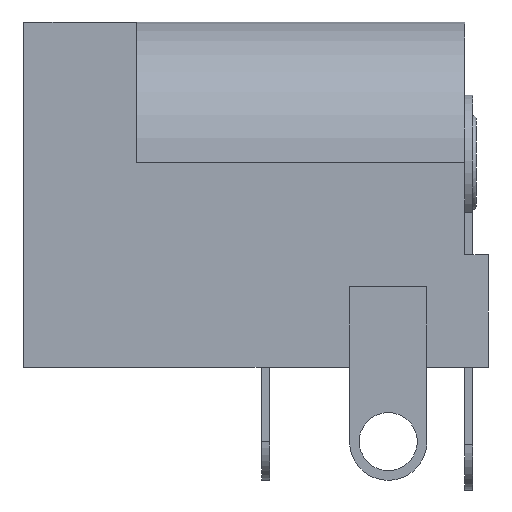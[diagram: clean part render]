
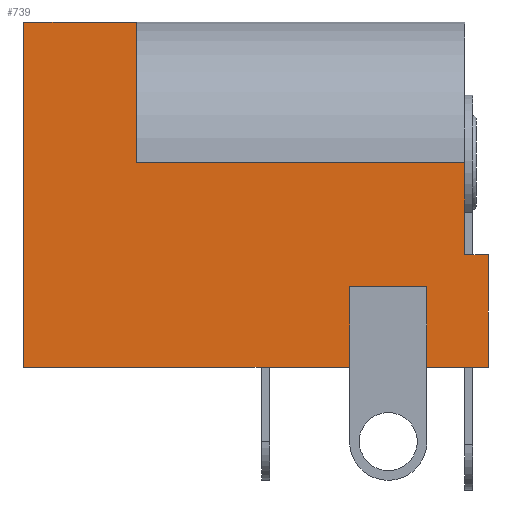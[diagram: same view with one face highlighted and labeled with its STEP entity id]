
A CAD part, front view. The second image highlights one B-rep face of the part: STEP entity #739.
In plain terms, the highlighted planar face has unit normal (0, -1, 0).
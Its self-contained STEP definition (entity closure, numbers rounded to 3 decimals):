
#93=FACE_OUTER_BOUND('',#146,.T.);
#146=EDGE_LOOP('',(#655,#656,#657,#658,#659,#660,#661,#662));
#184=LINE('',#1168,#253);
#196=LINE('',#1195,#265);
#199=LINE('',#1202,#268);
#202=LINE('',#1209,#271);
#211=LINE('',#1241,#280);
#214=LINE('',#1246,#283);
#215=LINE('',#1248,#284);
#216=LINE('',#1250,#285);
#253=VECTOR('',#960,10.);
#265=VECTOR('',#982,10.);
#268=VECTOR('',#989,10.);
#271=VECTOR('',#996,10.);
#280=VECTOR('',#1029,10.);
#283=VECTOR('',#1034,10.);
#284=VECTOR('',#1037,10.);
#285=VECTOR('',#1040,10.);
#351=VERTEX_POINT('',#1162);
#353=VERTEX_POINT('',#1166);
#363=VERTEX_POINT('',#1193);
#365=VERTEX_POINT('',#1200);
#367=VERTEX_POINT('',#1208);
#377=VERTEX_POINT('',#1238);
#378=VERTEX_POINT('',#1240);
#379=VERTEX_POINT('',#1244);
#436=EDGE_CURVE('',#351,#353,#184,.T.);
#449=EDGE_CURVE('',#353,#363,#196,.T.);
#453=EDGE_CURVE('',#365,#363,#199,.T.);
#456=EDGE_CURVE('',#367,#351,#202,.T.);
#471=EDGE_CURVE('',#377,#378,#211,.T.);
#474=EDGE_CURVE('',#365,#379,#214,.T.);
#475=EDGE_CURVE('',#378,#379,#215,.T.);
#476=EDGE_CURVE('',#377,#367,#216,.T.);
#655=ORIENTED_EDGE('',*,*,#449,.T.);
#656=ORIENTED_EDGE('',*,*,#453,.F.);
#657=ORIENTED_EDGE('',*,*,#474,.T.);
#658=ORIENTED_EDGE('',*,*,#475,.F.);
#659=ORIENTED_EDGE('',*,*,#471,.F.);
#660=ORIENTED_EDGE('',*,*,#476,.T.);
#661=ORIENTED_EDGE('',*,*,#456,.T.);
#662=ORIENTED_EDGE('',*,*,#436,.T.);
#697=PLANE('',#827);
#739=ADVANCED_FACE('',(#93),#697,.T.);
#827=AXIS2_PLACEMENT_3D('',#1249,#1038,#1039);
#960=DIRECTION('',(-1.,0.,0.));
#982=DIRECTION('',(0.,0.,1.));
#989=DIRECTION('',(1.,0.,0.));
#996=DIRECTION('',(0.,0.,1.));
#1029=DIRECTION('',(0.,0.,1.));
#1034=DIRECTION('',(0.,0.,1.));
#1037=DIRECTION('',(1.,0.,0.));
#1038=DIRECTION('center_axis',(0.,-1.,0.));
#1039=DIRECTION('ref_axis',(1.,0.,0.));
#1040=DIRECTION('',(1.,0.,0.));
#1162=CARTESIAN_POINT('',(14.4,0.,3.5));
#1166=CARTESIAN_POINT('',(13.675,0.,3.5));
#1168=CARTESIAN_POINT('',(7.2,0.,3.5));
#1193=CARTESIAN_POINT('',(13.675,0.,6.35));
#1195=CARTESIAN_POINT('',(13.675,0.,2.675));
#1200=CARTESIAN_POINT('',(3.5,0.,6.35));
#1202=CARTESIAN_POINT('',(3.6,0.,6.35));
#1208=CARTESIAN_POINT('',(14.4,0.,0.));
#1209=CARTESIAN_POINT('',(14.4,0.,0.));
#1238=CARTESIAN_POINT('',(0.,0.,0.));
#1240=CARTESIAN_POINT('',(0.,0.,10.71));
#1241=CARTESIAN_POINT('',(0.,0.,0.));
#1244=CARTESIAN_POINT('',(3.5,0.,10.71));
#1246=CARTESIAN_POINT('',(3.5,0.,10.7));
#1248=CARTESIAN_POINT('',(0.,0.,10.71));
#1249=CARTESIAN_POINT('Origin',(0.,0.,0.));
#1250=CARTESIAN_POINT('',(0.,0.,0.));
